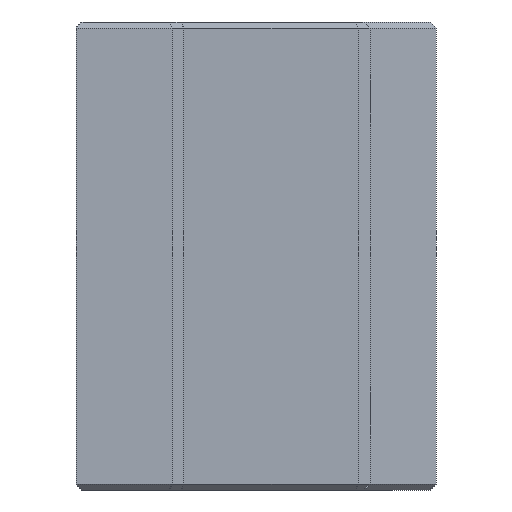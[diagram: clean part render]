
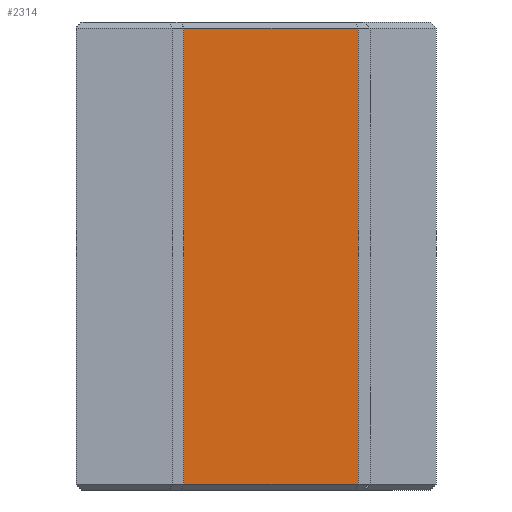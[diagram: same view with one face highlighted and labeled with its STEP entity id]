
A CAD part, left-side view. The second image highlights one B-rep face of the part: STEP entity #2314.
In plain terms, the highlighted planar face has unit normal (-1, 0, 0).
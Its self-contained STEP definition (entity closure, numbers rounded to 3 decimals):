
#57 = ORIENTED_EDGE ( 'NONE', *, *, #454, .F. ) ;
#58 = ORIENTED_EDGE ( 'NONE', *, *, #455, .T. ) ;
#109 = ORIENTED_EDGE ( 'NONE', *, *, #451, .T. ) ;
#132 = ORIENTED_EDGE ( 'NONE', *, *, #453, .T. ) ;
#183 = EDGE_LOOP ( 'NONE', ( #109, #132, #57, #58 ) ) ;
#451 = EDGE_CURVE ( 'NONE', #673, #672, #3109, .T. ) ;
#453 = EDGE_CURVE ( 'NONE', #672, #714, #3113, .T. ) ;
#454 = EDGE_CURVE ( 'NONE', #684, #714, #3115, .T. ) ;
#455 = EDGE_CURVE ( 'NONE', #684, #673, #3097, .T. ) ;
#672 = VERTEX_POINT ( 'NONE', #2064 ) ;
#673 = VERTEX_POINT ( 'NONE', #2065 ) ;
#684 = VERTEX_POINT ( 'NONE', #2076 ) ;
#714 = VERTEX_POINT ( 'NONE', #2106 ) ;
#971 = AXIS2_PLACEMENT_3D ( 'NONE', #3651, #3657, #3658 ) ;
#1551 = CARTESIAN_POINT ( 'NONE',  ( -21.019, 6.019, 19.5 ) ) ;
#1552 = DIRECTION ( 'NONE',  ( 0., 0., -1. ) ) ;
#1553 = CARTESIAN_POINT ( 'NONE',  ( -21.019, 6.019, 19. ) ) ;
#1555 = CARTESIAN_POINT ( 'NONE',  ( -21.019, 6.019, -19. ) ) ;
#1556 = DIRECTION ( 'NONE',  ( 0., -1., 0. ) ) ;
#1557 = CARTESIAN_POINT ( 'NONE',  ( -21.019, -8.519, 19.5 ) ) ;
#1558 = DIRECTION ( 'NONE',  ( 0., 0., -1. ) ) ;
#1560 = DIRECTION ( 'NONE',  ( 0., 1., 0. ) ) ;
#2064 = CARTESIAN_POINT ( 'NONE',  ( -21.019, 6.019, -19. ) ) ;
#2065 = CARTESIAN_POINT ( 'NONE',  ( -21.019, 6.019, 19. ) ) ;
#2076 = CARTESIAN_POINT ( 'NONE',  ( -21.019, -8.519, 19. ) ) ;
#2106 = CARTESIAN_POINT ( 'NONE',  ( -21.019, -8.519, -19. ) ) ;
#2303 = PLANE ( 'NONE',  #971 ) ;
#2314 = ADVANCED_FACE ( 'NONE', ( #3476 ), #2303, .F. ) ;
#3097 = LINE ( 'NONE', #1553, #3117 ) ;
#3109 = LINE ( 'NONE', #1551, #3110 ) ;
#3110 = VECTOR ( 'NONE', #1552, 1000. ) ;
#3113 = LINE ( 'NONE', #1555, #3114 ) ;
#3114 = VECTOR ( 'NONE', #1556, 1000. ) ;
#3115 = LINE ( 'NONE', #1557, #3116 ) ;
#3116 = VECTOR ( 'NONE', #1558, 1000. ) ;
#3117 = VECTOR ( 'NONE', #1560, 1000. ) ;
#3476 = FACE_OUTER_BOUND ( 'NONE', #183, .T. ) ;
#3651 = CARTESIAN_POINT ( 'NONE',  ( -21.019, 6.019, 19.5 ) ) ;
#3657 = DIRECTION ( 'NONE',  ( 1., 0., 0. ) ) ;
#3658 = DIRECTION ( 'NONE',  ( 0., 0., -1. ) ) ;
